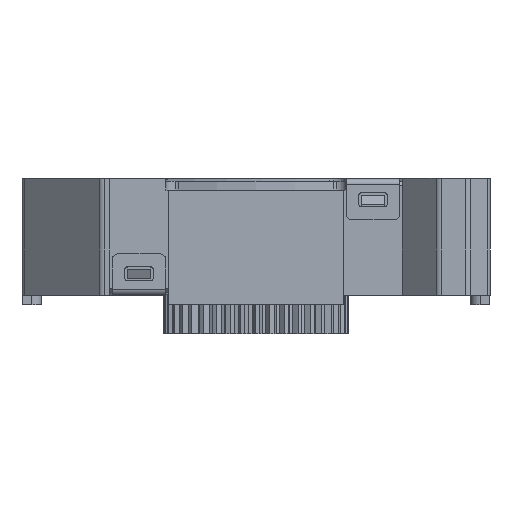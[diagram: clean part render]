
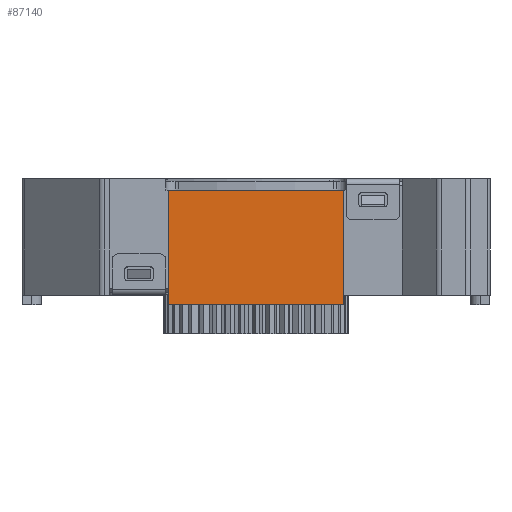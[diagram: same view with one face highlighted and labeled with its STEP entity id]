
A CAD part, left-side view. The second image highlights one B-rep face of the part: STEP entity #87140.
In plain terms, the highlighted planar face has unit normal (-1, 0, 0).
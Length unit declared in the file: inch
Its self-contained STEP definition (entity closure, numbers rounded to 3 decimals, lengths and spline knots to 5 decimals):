
#955 = EDGE_CURVE ( 'NONE', #78592, #77415, #60729, .T. ) ;
#5903 = LINE ( 'NONE', #82110, #79881 ) ;
#6207 = CARTESIAN_POINT ( 'NONE',  ( -1., 0.375, 0.2 ) ) ;
#8613 = LINE ( 'NONE', #85711, #29718 ) ;
#10096 = VERTEX_POINT ( 'NONE', #6207 ) ;
#10646 = LINE ( 'NONE', #25339, #25152 ) ;
#16393 = DIRECTION ( 'NONE',  ( 0., -1., 0. ) ) ;
#17563 = EDGE_CURVE ( 'NONE', #10096, #77415, #10646, .T. ) ;
#18443 = VECTOR ( 'NONE', #48739, 39.37008 ) ;
#25152 = VECTOR ( 'NONE', #45543, 39.37008 ) ;
#25339 = CARTESIAN_POINT ( 'NONE',  ( -1., 0.375, 0.25 ) ) ;
#26666 = DIRECTION ( 'NONE',  ( 1., 0., 0. ) ) ;
#26883 = AXIS2_PLACEMENT_3D ( 'NONE', #47352, #26666, #46907 ) ;
#28207 = VERTEX_POINT ( 'NONE', #66415 ) ;
#29718 = VECTOR ( 'NONE', #16393, 39.37008 ) ;
#32675 = FACE_OUTER_BOUND ( 'NONE', #65857, .T. ) ;
#33261 = EDGE_CURVE ( 'NONE', #78592, #28207, #5903, .T. ) ;
#39679 = ORIENTED_EDGE ( 'NONE', *, *, #85648, .F. ) ;
#40328 = CARTESIAN_POINT ( 'NONE',  ( -1., -0.375, -0.29 ) ) ;
#45543 = DIRECTION ( 'NONE',  ( 0., 0., -1. ) ) ;
#46907 = DIRECTION ( 'NONE',  ( 0., 0., -1. ) ) ;
#47352 = CARTESIAN_POINT ( 'NONE',  ( -1., -1., 0.25 ) ) ;
#48739 = DIRECTION ( 'NONE',  ( 0., 1., 0. ) ) ;
#50500 = ORIENTED_EDGE ( 'NONE', *, *, #955, .F. ) ;
#54406 = CARTESIAN_POINT ( 'NONE',  ( -1., 0.375, -0.29 ) ) ;
#54723 = CARTESIAN_POINT ( 'NONE',  ( -1., 0., -0.29 ) ) ;
#60729 = LINE ( 'NONE', #54723, #18443 ) ;
#62245 = ORIENTED_EDGE ( 'NONE', *, *, #17563, .T. ) ;
#65857 = EDGE_LOOP ( 'NONE', ( #39679, #62245, #50500, #73573 ) ) ;
#66415 = CARTESIAN_POINT ( 'NONE',  ( -1., -0.375, 0.2 ) ) ;
#68022 = PLANE ( 'NONE',  #26883 ) ;
#73573 = ORIENTED_EDGE ( 'NONE', *, *, #33261, .T. ) ;
#77415 = VERTEX_POINT ( 'NONE', #54406 ) ;
#78592 = VERTEX_POINT ( 'NONE', #40328 ) ;
#79881 = VECTOR ( 'NONE', #89890, 39.37008 ) ;
#82110 = CARTESIAN_POINT ( 'NONE',  ( -1., -0.375, -0.25 ) ) ;
#85648 = EDGE_CURVE ( 'NONE', #10096, #28207, #8613, .T. ) ;
#85711 = CARTESIAN_POINT ( 'NONE',  ( -1., -0.385, 0.2 ) ) ;
#87140 = ADVANCED_FACE ( 'NONE', ( #32675 ), #68022, .F. ) ;
#89890 = DIRECTION ( 'NONE',  ( 0., 0., 1. ) ) ;
